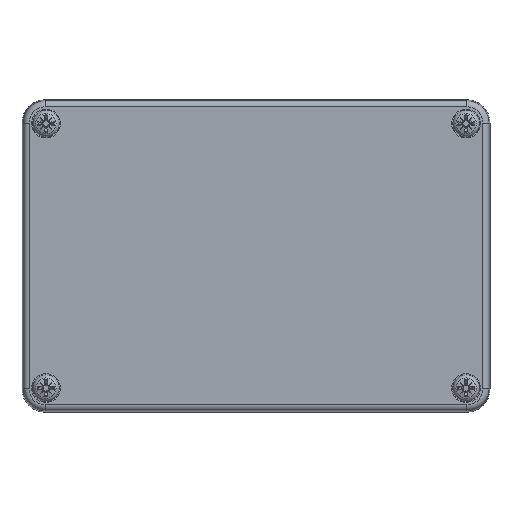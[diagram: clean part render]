
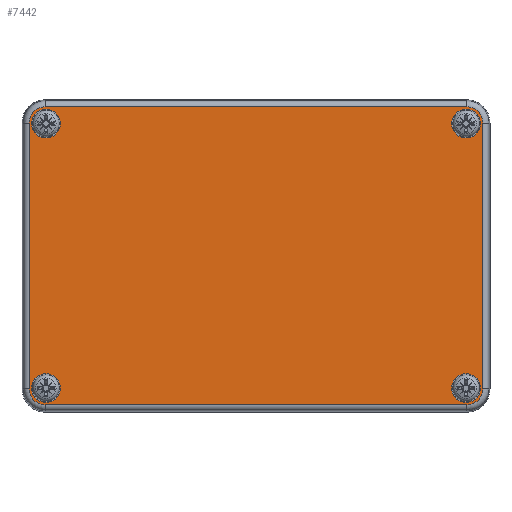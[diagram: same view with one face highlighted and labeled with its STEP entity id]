
A CAD part, top view. The second image highlights one B-rep face of the part: STEP entity #7442.
In plain terms, the highlighted face is planar.
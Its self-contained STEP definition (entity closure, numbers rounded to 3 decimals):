
#7021=CARTESIAN_POINT('',(-54.15,-38.327,-20.0));
#7022=VERTEX_POINT('',#7021);
#7030=CARTESIAN_POINT('',(54.15,-38.327,-20.0));
#7031=VERTEX_POINT('',#7030);
#7032=CARTESIAN_POINT('',(-54.15,-38.327,-20.0));
#7033=DIRECTION('',(1.0,0.0,0.0));
#7034=VECTOR('',#7033,108.3);
#7035=LINE('',#7032,#7034);
#7036=EDGE_CURVE('',#7022,#7031,#7035,.T.);
#7063=CARTESIAN_POINT('',(-58.327,-34.15,-20.0));
#7064=VERTEX_POINT('',#7063);
#7072=CARTESIAN_POINT('',(-54.15,-34.15,-20.0));
#7073=DIRECTION('',(0.0,0.0,1.0));
#7074=DIRECTION('',(-0.707,-0.707,0.0));
#7075=AXIS2_PLACEMENT_3D('',#7072,#7073,#7074);
#7076=CIRCLE('',#7075,4.177);
#7077=EDGE_CURVE('',#7064,#7022,#7076,.T.);
#7095=CARTESIAN_POINT('',(58.327,-34.15,-20.0));
#7096=VERTEX_POINT('',#7095);
#7114=CARTESIAN_POINT('',(54.15,-34.15,-20.0));
#7115=DIRECTION('',(0.0,0.0,1.0));
#7116=DIRECTION('',(0.707,-0.707,0.0));
#7117=AXIS2_PLACEMENT_3D('',#7114,#7115,#7116);
#7118=CIRCLE('',#7117,4.177);
#7119=EDGE_CURVE('',#7031,#7096,#7118,.T.);
#7131=CARTESIAN_POINT('',(-58.327,34.15,-20.0));
#7132=VERTEX_POINT('',#7131);
#7140=CARTESIAN_POINT('',(-58.327,34.15,-20.0));
#7141=DIRECTION('',(0.0,-1.0,0.0));
#7142=VECTOR('',#7141,68.3);
#7143=LINE('',#7140,#7142);
#7144=EDGE_CURVE('',#7132,#7064,#7143,.T.);
#7161=CARTESIAN_POINT('',(58.327,34.15,-20.0));
#7162=VERTEX_POINT('',#7161);
#7179=CARTESIAN_POINT('',(58.327,-34.15,-20.0));
#7180=DIRECTION('',(0.0,1.0,0.0));
#7181=VECTOR('',#7180,68.3);
#7182=LINE('',#7179,#7181);
#7183=EDGE_CURVE('',#7096,#7162,#7182,.T.);
#7195=CARTESIAN_POINT('',(-54.15,38.327,-20.0));
#7196=VERTEX_POINT('',#7195);
#7204=CARTESIAN_POINT('',(-54.15,34.15,-20.0));
#7205=DIRECTION('',(0.0,0.0,1.0));
#7206=DIRECTION('',(-0.707,0.707,0.0));
#7207=AXIS2_PLACEMENT_3D('',#7204,#7205,#7206);
#7208=CIRCLE('',#7207,4.177);
#7209=EDGE_CURVE('',#7196,#7132,#7208,.T.);
#7227=CARTESIAN_POINT('',(54.15,38.327,-20.0));
#7228=VERTEX_POINT('',#7227);
#7246=CARTESIAN_POINT('',(54.15,34.15,-20.0));
#7247=DIRECTION('',(0.0,0.0,1.0));
#7248=DIRECTION('',(0.707,0.707,0.0));
#7249=AXIS2_PLACEMENT_3D('',#7246,#7247,#7248);
#7250=CIRCLE('',#7249,4.177);
#7251=EDGE_CURVE('',#7162,#7228,#7250,.T.);
#7269=CARTESIAN_POINT('',(54.15,38.327,-20.0));
#7270=DIRECTION('',(-1.0,0.0,0.0));
#7271=VECTOR('',#7270,108.3);
#7272=LINE('',#7269,#7271);
#7273=EDGE_CURVE('',#7228,#7196,#7272,.T.);
#7383=CARTESIAN_POINT('',(0.,0.,-20.0));
#7384=DIRECTION('',(0.0,0.0,1.0));
#7385=DIRECTION('',(1.0,0.0,0.0));
#7386=AXIS2_PLACEMENT_3D('',#7383,#7384,#7385);
#7387=PLANE('',#7386);
#7388=ORIENTED_EDGE('',*,*,#7036,.F.);
#7389=ORIENTED_EDGE('',*,*,#7077,.F.);
#7390=ORIENTED_EDGE('',*,*,#7144,.F.);
#7391=ORIENTED_EDGE('',*,*,#7209,.F.);
#7392=ORIENTED_EDGE('',*,*,#7273,.F.);
#7393=ORIENTED_EDGE('',*,*,#7251,.F.);
#7394=ORIENTED_EDGE('',*,*,#7183,.F.);
#7395=ORIENTED_EDGE('',*,*,#7119,.F.);
#7396=EDGE_LOOP('',(#7388,#7389,#7390,#7391,#7392,#7393,#7394,#7395));
#7397=FACE_OUTER_BOUND('',#7396,.T.);
#7398=CARTESIAN_POINT('',(-57.7,-34.,-20.0));
#7399=VERTEX_POINT('',#7398);
#7400=CARTESIAN_POINT('',(-54.0,-34.,-20.0));
#7401=DIRECTION('',(0.0,0.0,1.0));
#7402=DIRECTION('',(1.0,0.0,0.0));
#7403=AXIS2_PLACEMENT_3D('',#7400,#7401,#7402);
#7404=CIRCLE('',#7403,3.7);
#7405=EDGE_CURVE('',#7399,#7399,#7404,.T.);
#7406=ORIENTED_EDGE('',*,*,#7405,.T.);
#7407=EDGE_LOOP('',(#7406));
#7408=FACE_BOUND('',#7407,.T.);
#7409=CARTESIAN_POINT('',(-57.7,34.,-20.0));
#7410=VERTEX_POINT('',#7409);
#7411=CARTESIAN_POINT('',(-54.,34.,-20.0));
#7412=DIRECTION('',(0.0,0.0,1.0));
#7413=DIRECTION('',(1.0,0.0,0.0));
#7414=AXIS2_PLACEMENT_3D('',#7411,#7412,#7413);
#7415=CIRCLE('',#7414,3.7);
#7416=EDGE_CURVE('',#7410,#7410,#7415,.T.);
#7417=ORIENTED_EDGE('',*,*,#7416,.T.);
#7418=EDGE_LOOP('',(#7417));
#7419=FACE_BOUND('',#7418,.T.);
#7420=CARTESIAN_POINT('',(50.3,34.,-20.0));
#7421=VERTEX_POINT('',#7420);
#7422=CARTESIAN_POINT('',(54.,34.,-20.0));
#7423=DIRECTION('',(0.0,0.0,1.0));
#7424=DIRECTION('',(1.0,0.0,0.0));
#7425=AXIS2_PLACEMENT_3D('',#7422,#7423,#7424);
#7426=CIRCLE('',#7425,3.7);
#7427=EDGE_CURVE('',#7421,#7421,#7426,.T.);
#7428=ORIENTED_EDGE('',*,*,#7427,.T.);
#7429=EDGE_LOOP('',(#7428));
#7430=FACE_BOUND('',#7429,.T.);
#7431=CARTESIAN_POINT('',(50.3,-34.,-20.0));
#7432=VERTEX_POINT('',#7431);
#7433=CARTESIAN_POINT('',(54.0,-34.,-20.0));
#7434=DIRECTION('',(0.0,0.0,1.0));
#7435=DIRECTION('',(1.0,0.0,0.0));
#7436=AXIS2_PLACEMENT_3D('',#7433,#7434,#7435);
#7437=CIRCLE('',#7436,3.7);
#7438=EDGE_CURVE('',#7432,#7432,#7437,.T.);
#7439=ORIENTED_EDGE('',*,*,#7438,.T.);
#7440=EDGE_LOOP('',(#7439));
#7441=FACE_BOUND('',#7440,.T.);
#7442=ADVANCED_FACE('',(#7397,#7408,#7419,#7430,#7441),#7387,.F.);
